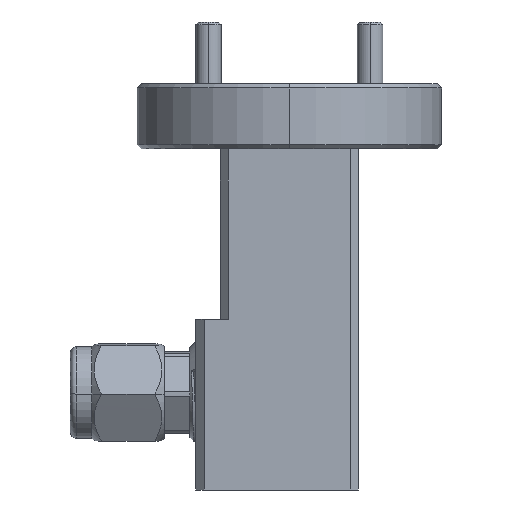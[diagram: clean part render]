
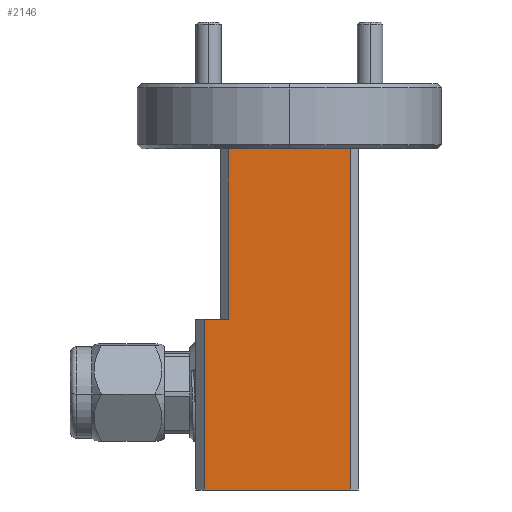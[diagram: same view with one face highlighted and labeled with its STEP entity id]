
A CAD part, left-side view. The second image highlights one B-rep face of the part: STEP entity #2146.
In plain terms, the highlighted planar face has unit normal (-1, 0, 0).
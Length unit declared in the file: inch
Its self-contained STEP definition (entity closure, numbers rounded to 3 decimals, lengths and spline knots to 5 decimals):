
#10 = CARTESIAN_POINT ( 'NONE',  ( -0.17, -0.17, -1. ) ) ;
#276 = EDGE_CURVE ( 'NONE', #1247, #4315, #2807, .T. ) ;
#782 = VERTEX_POINT ( 'NONE', #3503 ) ;
#797 = DIRECTION ( 'NONE',  ( 0., 0., -1. ) ) ;
#958 = DIRECTION ( 'NONE',  ( 0., 1., 0. ) ) ;
#967 = VECTOR ( 'NONE', #4455, 39.37008 ) ;
#1192 = CARTESIAN_POINT ( 'NONE',  ( -0.17, 0.21, -0.58 ) ) ;
#1239 = VECTOR ( 'NONE', #5008, 39.37008 ) ;
#1247 = VERTEX_POINT ( 'NONE', #5686 ) ;
#1329 = DIRECTION ( 'NONE',  ( 0., 0., 1. ) ) ;
#1347 = LINE ( 'NONE', #5793, #5520 ) ;
#1376 = ORIENTED_EDGE ( 'NONE', *, *, #4438, .T. ) ;
#1441 = DIRECTION ( 'NONE',  ( 1., 0., 0. ) ) ;
#1754 = LINE ( 'NONE', #10, #967 ) ;
#1987 = ORIENTED_EDGE ( 'NONE', *, *, #5282, .T. ) ;
#2146 = ADVANCED_FACE ( 'NONE', ( #3424 ), #2874, .F. ) ;
#2807 = LINE ( 'NONE', #6556, #1239 ) ;
#2874 = PLANE ( 'NONE',  #7020 ) ;
#3037 = VECTOR ( 'NONE', #5137, 39.37008 ) ;
#3424 = FACE_OUTER_BOUND ( 'NONE', #3955, .T. ) ;
#3447 = VERTEX_POINT ( 'NONE', #3708 ) ;
#3487 = CARTESIAN_POINT ( 'NONE',  ( -0.17, 0.21, -2.52498 ) ) ;
#3503 = CARTESIAN_POINT ( 'NONE',  ( -0.17, 0.21, -1. ) ) ;
#3616 = CARTESIAN_POINT ( 'NONE',  ( -0.17, -0.15, -0.16 ) ) ;
#3628 = DIRECTION ( 'NONE',  ( 0., -1., 0. ) ) ;
#3708 = CARTESIAN_POINT ( 'NONE',  ( -0.17, 0.15, -0.16 ) ) ;
#3731 = LINE ( 'NONE', #5953, #6077 ) ;
#3955 = EDGE_LOOP ( 'NONE', ( #1987, #6794, #6746, #1376, #6041, #5082 ) ) ;
#4142 = LINE ( 'NONE', #3487, #3037 ) ;
#4169 = LINE ( 'NONE', #5335, #5733 ) ;
#4315 = VERTEX_POINT ( 'NONE', #1192 ) ;
#4438 = EDGE_CURVE ( 'NONE', #4315, #782, #4142, .T. ) ;
#4455 = DIRECTION ( 'NONE',  ( 0., -1., 0. ) ) ;
#4557 = CARTESIAN_POINT ( 'NONE',  ( -0.17, -0.17, -2.52498 ) ) ;
#4967 = VERTEX_POINT ( 'NONE', #3616 ) ;
#5008 = DIRECTION ( 'NONE',  ( 0., 1., 0. ) ) ;
#5077 = EDGE_CURVE ( 'NONE', #6688, #4967, #4169, .T. ) ;
#5082 = ORIENTED_EDGE ( 'NONE', *, *, #5077, .T. ) ;
#5137 = DIRECTION ( 'NONE',  ( 0., 0., -1. ) ) ;
#5282 = EDGE_CURVE ( 'NONE', #4967, #3447, #3731, .T. ) ;
#5335 = CARTESIAN_POINT ( 'NONE',  ( -0.17, -0.15, -2.52498 ) ) ;
#5520 = VECTOR ( 'NONE', #797, 39.37008 ) ;
#5663 = CARTESIAN_POINT ( 'NONE',  ( -0.17, -0.15, -1. ) ) ;
#5686 = CARTESIAN_POINT ( 'NONE',  ( -0.17, 0.15, -0.58 ) ) ;
#5698 = EDGE_CURVE ( 'NONE', #782, #6688, #1754, .T. ) ;
#5733 = VECTOR ( 'NONE', #1329, 39.37008 ) ;
#5793 = CARTESIAN_POINT ( 'NONE',  ( -0.17, 0.15, -0.58 ) ) ;
#5953 = CARTESIAN_POINT ( 'NONE',  ( -0.17, -0.17, -0.16 ) ) ;
#6041 = ORIENTED_EDGE ( 'NONE', *, *, #5698, .T. ) ;
#6077 = VECTOR ( 'NONE', #958, 39.37008 ) ;
#6556 = CARTESIAN_POINT ( 'NONE',  ( -0.17, -0.71037, -0.58 ) ) ;
#6688 = VERTEX_POINT ( 'NONE', #5663 ) ;
#6746 = ORIENTED_EDGE ( 'NONE', *, *, #276, .T. ) ;
#6794 = ORIENTED_EDGE ( 'NONE', *, *, #6977, .T. ) ;
#6977 = EDGE_CURVE ( 'NONE', #3447, #1247, #1347, .T. ) ;
#7020 = AXIS2_PLACEMENT_3D ( 'NONE', #4557, #1441, #3628 ) ;
